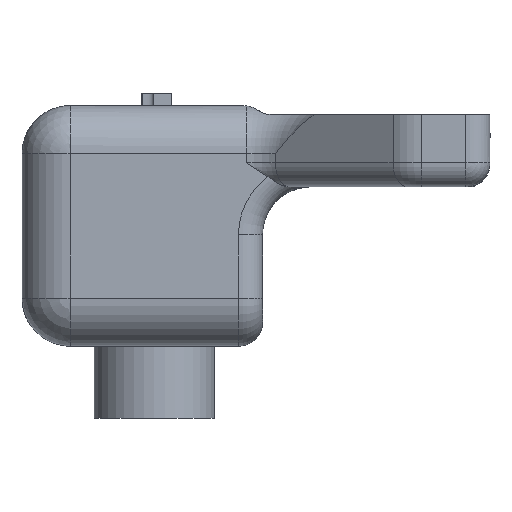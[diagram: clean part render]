
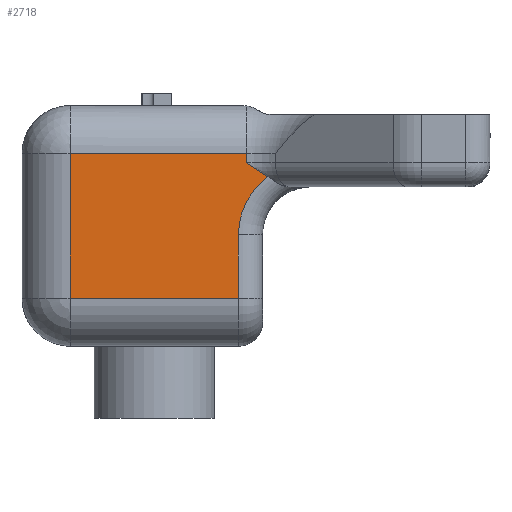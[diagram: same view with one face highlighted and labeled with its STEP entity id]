
A CAD part, front view. The second image highlights one B-rep face of the part: STEP entity #2718.
In plain terms, the highlighted planar face has unit normal (0, -1, 0).
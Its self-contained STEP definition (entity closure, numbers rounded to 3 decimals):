
#117 = VERTEX_POINT ( 'NONE', #1263 ) ;
#142 = DIRECTION ( 'NONE',  ( -1., 0., 0. ) ) ;
#229 = CARTESIAN_POINT ( 'NONE',  ( 8., -38., -0.75 ) ) ;
#245 = CARTESIAN_POINT ( 'NONE',  ( -6., -38., 0. ) ) ;
#310 = CARTESIAN_POINT ( 'NONE',  ( 14., -38., -0.75 ) ) ;
#328 = CARTESIAN_POINT ( 'NONE',  ( 10.446, -38., 4.085 ) ) ;
#383 = LINE ( 'NONE', #2333, #1024 ) ;
#443 = VECTOR ( 'NONE', #3931, 1000. ) ;
#513 = ORIENTED_EDGE ( 'NONE', *, *, #3766, .T. ) ;
#534 = VERTEX_POINT ( 'NONE', #2857 ) ;
#672 = ORIENTED_EDGE ( 'NONE', *, *, #1697, .T. ) ;
#687 = DIRECTION ( 'NONE',  ( 1., 0., 0. ) ) ;
#701 = VECTOR ( 'NONE', #3408, 1000. ) ;
#772 = VERTEX_POINT ( 'NONE', #3924 ) ;
#840 = DIRECTION ( 'NONE',  ( 0., 0., 1. ) ) ;
#845 = CARTESIAN_POINT ( 'NONE',  ( -10., -38., 6. ) ) ;
#906 = VERTEX_POINT ( 'NONE', #229 ) ;
#919 = CARTESIAN_POINT ( 'NONE',  ( 8.675, -38., 5.25 ) ) ;
#963 = EDGE_CURVE ( 'NONE', #2654, #3411, #2618, .T. ) ;
#1024 = VECTOR ( 'NONE', #687, 1000. ) ;
#1046 = CARTESIAN_POINT ( 'NONE',  ( 8.675, -38., 6. ) ) ;
#1076 = LINE ( 'NONE', #845, #1756 ) ;
#1109 = ORIENTED_EDGE ( 'NONE', *, *, #1494, .T. ) ;
#1148 = VECTOR ( 'NONE', #1580, 1000. ) ;
#1190 = CARTESIAN_POINT ( 'NONE',  ( 8.675, -38., 5.25 ) ) ;
#1235 = ORIENTED_EDGE ( 'NONE', *, *, #1901, .T. ) ;
#1263 = CARTESIAN_POINT ( 'NONE',  ( 10.446, -38., 4.085 ) ) ;
#1493 = AXIS2_PLACEMENT_3D ( 'NONE', #3662, #3697, #840 ) ;
#1494 = EDGE_CURVE ( 'NONE', #534, #3335, #383, .T. ) ;
#1575 = CARTESIAN_POINT ( 'NONE',  ( 9.83, -38., 4.433 ) ) ;
#1580 = DIRECTION ( 'NONE',  ( 0., 0., 1. ) ) ;
#1583 = CARTESIAN_POINT ( 'NONE',  ( 8., -38., -6. ) ) ;
#1624 = CIRCLE ( 'NONE', #3652, 6. ) ;
#1697 = EDGE_CURVE ( 'NONE', #117, #2654, #3665, .T. ) ;
#1756 = VECTOR ( 'NONE', #142, 1000. ) ;
#1845 = EDGE_LOOP ( 'NONE', ( #1109, #2859, #1235, #672, #2866, #513, #3264 ) ) ;
#1901 = EDGE_CURVE ( 'NONE', #906, #117, #1624, .T. ) ;
#2161 = LINE ( 'NONE', #245, #701 ) ;
#2333 = CARTESIAN_POINT ( 'NONE',  ( 0., -38., -6. ) ) ;
#2618 = LINE ( 'NONE', #3859, #1148 ) ;
#2654 = VERTEX_POINT ( 'NONE', #1190 ) ;
#2689 = LINE ( 'NONE', #3368, #443 ) ;
#2718 = ADVANCED_FACE ( 'NONE', ( #3635 ), #3099, .T. ) ;
#2848 = DIRECTION ( 'NONE',  ( 0., 0., -1. ) ) ;
#2857 = CARTESIAN_POINT ( 'NONE',  ( -6., -38., -6. ) ) ;
#2859 = ORIENTED_EDGE ( 'NONE', *, *, #3122, .T. ) ;
#2866 = ORIENTED_EDGE ( 'NONE', *, *, #963, .T. ) ;
#3099 = PLANE ( 'NONE',  #1493 ) ;
#3122 = EDGE_CURVE ( 'NONE', #3335, #906, #2689, .T. ) ;
#3149 = DIRECTION ( 'NONE',  ( 0., 1., 0. ) ) ;
#3264 = ORIENTED_EDGE ( 'NONE', *, *, #3485, .T. ) ;
#3335 = VERTEX_POINT ( 'NONE', #1583 ) ;
#3368 = CARTESIAN_POINT ( 'NONE',  ( 8., -38., 0. ) ) ;
#3408 = DIRECTION ( 'NONE',  ( 0., 0., -1. ) ) ;
#3411 = VERTEX_POINT ( 'NONE', #1046 ) ;
#3485 = EDGE_CURVE ( 'NONE', #772, #534, #2161, .T. ) ;
#3635 = FACE_OUTER_BOUND ( 'NONE', #1845, .T. ) ;
#3652 = AXIS2_PLACEMENT_3D ( 'NONE', #310, #3149, #2848 ) ;
#3662 = CARTESIAN_POINT ( 'NONE',  ( 0., -38., 0. ) ) ;
#3665 = B_SPLINE_CURVE_WITH_KNOTS ( 'NONE', 3,
 ( #328, #1575, #3797, #919 ),
 .UNSPECIFIED., .F., .F.,
 ( 4, 4 ),
 ( 0., 0.002 ),
 .UNSPECIFIED. ) ;
#3697 = DIRECTION ( 'NONE',  ( 0., -1., 0. ) ) ;
#3766 = EDGE_CURVE ( 'NONE', #3411, #772, #1076, .T. ) ;
#3797 = CARTESIAN_POINT ( 'NONE',  ( 9.252, -38., 4.842 ) ) ;
#3859 = CARTESIAN_POINT ( 'NONE',  ( 8.675, -38., 9.25 ) ) ;
#3924 = CARTESIAN_POINT ( 'NONE',  ( -6., -38., 6. ) ) ;
#3931 = DIRECTION ( 'NONE',  ( 0., 0., 1. ) ) ;
